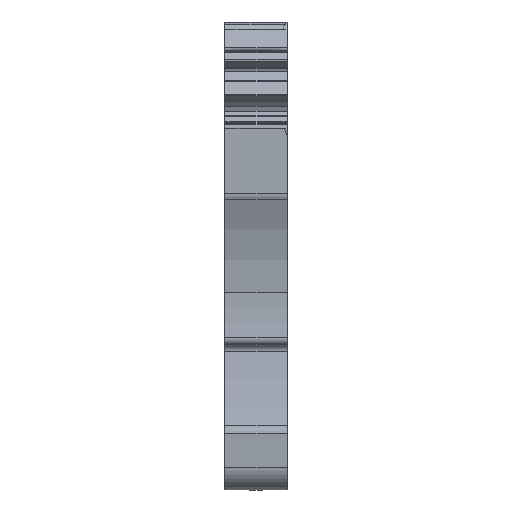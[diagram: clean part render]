
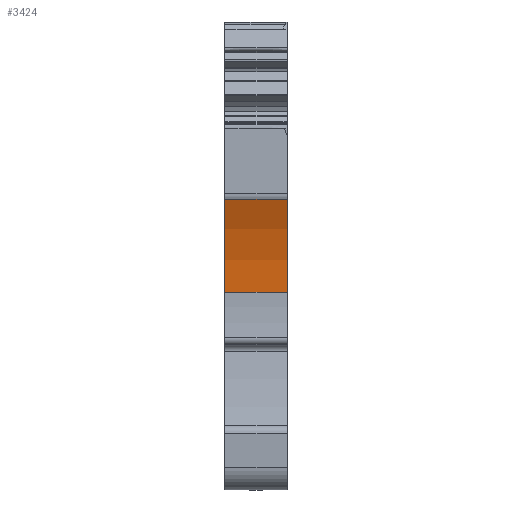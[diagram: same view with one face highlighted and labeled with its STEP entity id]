
A CAD part, front view. The second image highlights one B-rep face of the part: STEP entity #3424.
In plain terms, the highlighted cylindrical face has radius 20 mm (diameter 40 mm), a partial arc.
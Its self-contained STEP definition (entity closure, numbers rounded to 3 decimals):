
#3397=AXIS2_PLACEMENT_3D('Cylinder Axis2P3D',#3394,#3395,#3396) ;
#3401=AXIS2_PLACEMENT_3D('Circle Axis2P3D',#3399,#3400,$) ;
#3415=AXIS2_PLACEMENT_3D('Circle Axis2P3D',#3413,#3414,$) ;
#3372=CARTESIAN_POINT('Vertex',(5.1,1.884,16.2)) ;
#3375=CARTESIAN_POINT('Line Origine',(1.1,1.884,16.2)) ;
#3379=CARTESIAN_POINT('Vertex',(0.,1.884,16.2)) ;
#3394=CARTESIAN_POINT('Axis2P3D Location',(2.55,-18.105,15.54)) ;
#3399=CARTESIAN_POINT('Axis2P3D Location',(5.1,-18.105,15.54)) ;
#3403=CARTESIAN_POINT('Vertex',(5.1,0.09,23.842)) ;
#3406=CARTESIAN_POINT('Line Origine',(1.1,0.09,23.842)) ;
#3410=CARTESIAN_POINT('Vertex',(0.,0.09,23.842)) ;
#3413=CARTESIAN_POINT('Axis2P3D Location',(0.,-18.105,15.54)) ;
#3376=DIRECTION('Vector Direction',(-1.,0.,0.)) ;
#3395=DIRECTION('Axis2P3D Direction',(-1.,0.,0.)) ;
#3396=DIRECTION('Axis2P3D XDirection',(0.,0.91,0.415)) ;
#3400=DIRECTION('Axis2P3D Direction',(-1.,0.,0.)) ;
#3407=DIRECTION('Vector Direction',(-1.,0.,0.)) ;
#3414=DIRECTION('Axis2P3D Direction',(-1.,0.,0.)) ;
#3377=VECTOR('Line Direction',#3376,1.) ;
#3408=VECTOR('Line Direction',#3407,1.) ;
#3419=ORIENTED_EDGE('',*,*,#3381,.T.) ;
#3420=ORIENTED_EDGE('',*,*,#3405,.T.) ;
#3421=ORIENTED_EDGE('',*,*,#3412,.T.) ;
#3422=ORIENTED_EDGE('',*,*,#3417,.F.) ;
#3424=ADVANCED_FACE('KLTR',(#3423),#3398,.F.) ;
#3402=CIRCLE('generated circle',#3401,20.) ;
#3416=CIRCLE('generated circle',#3415,20.) ;
#3398=CYLINDRICAL_SURFACE('generated cylinder',#3397,20.) ;
#3381=EDGE_CURVE('',#3380,#3373,#3378,.F.) ;
#3405=EDGE_CURVE('',#3373,#3404,#3402,.F.) ;
#3412=EDGE_CURVE('',#3404,#3411,#3409,.T.) ;
#3417=EDGE_CURVE('',#3380,#3411,#3416,.F.) ;
#3418=EDGE_LOOP('',(#3419,#3420,#3421,#3422)) ;
#3423=FACE_OUTER_BOUND('',#3418,.T.) ;
#3378=LINE('Line',#3375,#3377) ;
#3409=LINE('Line',#3406,#3408) ;
#3373=VERTEX_POINT('',#3372) ;
#3380=VERTEX_POINT('',#3379) ;
#3404=VERTEX_POINT('',#3403) ;
#3411=VERTEX_POINT('',#3410) ;
